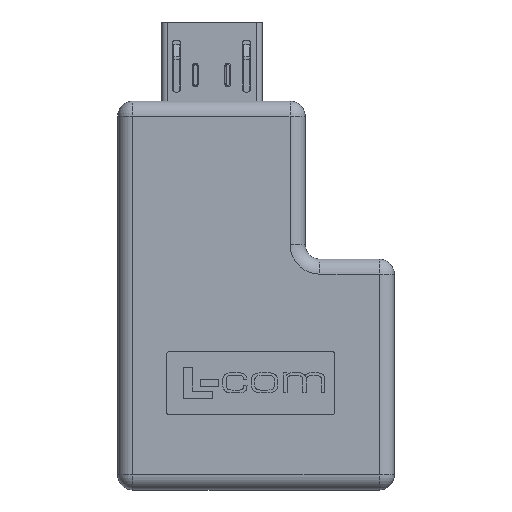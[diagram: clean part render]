
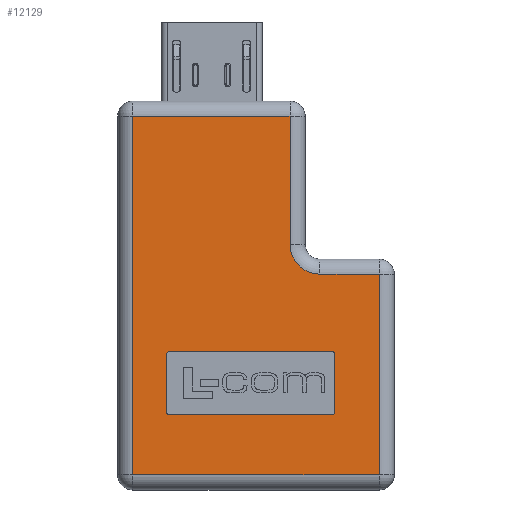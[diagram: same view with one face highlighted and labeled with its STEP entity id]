
A CAD part, top view. The second image highlights one B-rep face of the part: STEP entity #12129.
In plain terms, the highlighted planar face has unit normal (0, 0, 1).
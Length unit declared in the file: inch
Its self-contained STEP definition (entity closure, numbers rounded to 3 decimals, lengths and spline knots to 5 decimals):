
#7313 = ORIENTED_EDGE ( 'NONE', *, *, #23225, .F. ) ;
#7314 = ORIENTED_EDGE ( 'NONE', *, *, #23219, .T. ) ;
#7328 = ORIENTED_EDGE ( 'NONE', *, *, #23224, .F. ) ;
#7329 = ORIENTED_EDGE ( 'NONE', *, *, #23218, .T. ) ;
#7342 = ORIENTED_EDGE ( 'NONE', *, *, #23223, .F. ) ;
#7343 = ORIENTED_EDGE ( 'NONE', *, *, #23217, .T. ) ;
#7355 = ORIENTED_EDGE ( 'NONE', *, *, #23228, .F. ) ;
#7356 = ORIENTED_EDGE ( 'NONE', *, *, #23222, .F. ) ;
#7358 = ORIENTED_EDGE ( 'NONE', *, *, #23216, .T. ) ;
#7371 = ORIENTED_EDGE ( 'NONE', *, *, #23227, .F. ) ;
#7372 = ORIENTED_EDGE ( 'NONE', *, *, #23221, .T. ) ;
#7373 = ORIENTED_EDGE ( 'NONE', *, *, #23215, .T. ) ;
#7388 = ORIENTED_EDGE ( 'NONE', *, *, #23226, .T. ) ;
#7390 = ORIENTED_EDGE ( 'NONE', *, *, #23220, .T. ) ;
#7392 = ORIENTED_EDGE ( 'NONE', *, *, #23214, .T. ) ;
#12129 = ADVANCED_FACE ( 'NONE', ( #57236, #57259 ), #59229, .T. ) ;
#13426 = EDGE_LOOP ( 'NONE', ( #7355, #7371, #7388, #7313, #7328, #7342, #7356 ) ) ;
#13427 = EDGE_LOOP ( 'NONE', ( #7372, #7390, #7314, #7329, #7343, #7358, #7373, #7392 ) ) ;
#19422 = VERTEX_POINT ( 'NONE', #61995 ) ;
#19423 = VERTEX_POINT ( 'NONE', #61998 ) ;
#19424 = VERTEX_POINT ( 'NONE', #61996 ) ;
#19425 = VERTEX_POINT ( 'NONE', #61999 ) ;
#19426 = VERTEX_POINT ( 'NONE', #61997 ) ;
#19430 = VERTEX_POINT ( 'NONE', #62003 ) ;
#19432 = VERTEX_POINT ( 'NONE', #62005 ) ;
#19433 = VERTEX_POINT ( 'NONE', #62006 ) ;
#19434 = VERTEX_POINT ( 'NONE', #62007 ) ;
#19435 = VERTEX_POINT ( 'NONE', #62008 ) ;
#19436 = VERTEX_POINT ( 'NONE', #62009 ) ;
#19437 = VERTEX_POINT ( 'NONE', #62010 ) ;
#23214 = EDGE_CURVE ( 'NONE', #19437, #87522, #60963, .T. ) ;
#23215 = EDGE_CURVE ( 'NONE', #19436, #19437, #60957, .T. ) ;
#23216 = EDGE_CURVE ( 'NONE', #19435, #19436, #60970, .T. ) ;
#23217 = EDGE_CURVE ( 'NONE', #19434, #19435, #60972, .T. ) ;
#23218 = EDGE_CURVE ( 'NONE', #19433, #19434, #60975, .T. ) ;
#23219 = EDGE_CURVE ( 'NONE', #19432, #19433, #60977, .T. ) ;
#23220 = EDGE_CURVE ( 'NONE', #19430, #19432, #60982, .T. ) ;
#23221 = EDGE_CURVE ( 'NONE', #87522, #19430, #60984, .T. ) ;
#23222 = EDGE_CURVE ( 'NONE', #19424, #19425, #60988, .T. ) ;
#23223 = EDGE_CURVE ( 'NONE', #19425, #19422, #60966, .T. ) ;
#23224 = EDGE_CURVE ( 'NONE', #19422, #87494, #60990, .T. ) ;
#23225 = EDGE_CURVE ( 'NONE', #87494, #19426, #60995, .T. ) ;
#23226 = EDGE_CURVE ( 'NONE', #19423, #19426, #60997, .T. ) ;
#23227 = EDGE_CURVE ( 'NONE', #19423, #87508, #60999, .T. ) ;
#23228 = EDGE_CURVE ( 'NONE', #87508, #19424, #61004, .T. ) ;
#30348 = AXIS2_PLACEMENT_3D ( 'NONE', #59227, #59224, #59231 ) ;
#30991 = AXIS2_PLACEMENT_3D ( 'NONE', #63036, #63037, #63038 ) ;
#30993 = AXIS2_PLACEMENT_3D ( 'NONE', #63041, #63042, #63043 ) ;
#30995 = AXIS2_PLACEMENT_3D ( 'NONE', #63046, #63047, #63048 ) ;
#30997 = AXIS2_PLACEMENT_3D ( 'NONE', #63051, #63052, #63053 ) ;
#30999 = AXIS2_PLACEMENT_3D ( 'NONE', #63062, #63063, #63064 ) ;
#57236 = FACE_OUTER_BOUND ( 'NONE', #13426, .T. ) ;
#57259 = FACE_BOUND ( 'NONE', #13427, .T. ) ;
#59224 = DIRECTION ( 'NONE',  ( 0., 0., 1. ) ) ;
#59227 = CARTESIAN_POINT ( 'NONE',  ( 0., 0., 0.174 ) ) ;
#59229 = PLANE ( 'NONE',  #30348 ) ;
#59231 = DIRECTION ( 'NONE',  ( -1., 0., 0. ) ) ;
#60957 = CIRCLE ( 'NONE', #30991, 0.01 ) ;
#60963 = LINE ( 'NONE', #63031, #60968 ) ;
#60966 = LINE ( 'NONE', #63050, #60996 ) ;
#60968 = VECTOR ( 'NONE', #63033, 39.37008 ) ;
#60970 = LINE ( 'NONE', #63032, #60974 ) ;
#60972 = CIRCLE ( 'NONE', #30993, 0.01 ) ;
#60974 = VECTOR ( 'NONE', #63026, 39.37008 ) ;
#60975 = LINE ( 'NONE', #63034, #60980 ) ;
#60977 = CIRCLE ( 'NONE', #30995, 0.01 ) ;
#60980 = VECTOR ( 'NONE', #63035, 39.37008 ) ;
#60982 = LINE ( 'NONE', #63039, #60986 ) ;
#60984 = CIRCLE ( 'NONE', #30997, 0.01 ) ;
#60986 = VECTOR ( 'NONE', #63040, 39.37008 ) ;
#60988 = LINE ( 'NONE', #63044, #60993 ) ;
#60990 = LINE ( 'NONE', #63049, #60998 ) ;
#60993 = VECTOR ( 'NONE', #63045, 39.37008 ) ;
#60995 = LINE ( 'NONE', #63054, #61002 ) ;
#60996 = VECTOR ( 'NONE', #63055, 39.37008 ) ;
#60997 = CIRCLE ( 'NONE', #30999, 0.08 ) ;
#60998 = VECTOR ( 'NONE', #63056, 39.37008 ) ;
#60999 = LINE ( 'NONE', #63061, #61006 ) ;
#61002 = VECTOR ( 'NONE', #63057, 39.37008 ) ;
#61004 = LINE ( 'NONE', #63060, #61010 ) ;
#61006 = VECTOR ( 'NONE', #63058, 39.37008 ) ;
#61010 = VECTOR ( 'NONE', #63066, 39.37008 ) ;
#61995 = CARTESIAN_POINT ( 'NONE',  ( 0.04, 0.998, 0.174 ) ) ;
#61996 = CARTESIAN_POINT ( 'NONE',  ( 0.698, 0.04, 0.174 ) ) ;
#61997 = CARTESIAN_POINT ( 'NONE',  ( 0.46, 0.656, 0.174 ) ) ;
#61998 = CARTESIAN_POINT ( 'NONE',  ( 0.54, 0.576, 0.174 ) ) ;
#61999 = CARTESIAN_POINT ( 'NONE',  ( 0.04, 0.04, 0.174 ) ) ;
#62003 = CARTESIAN_POINT ( 'NONE',  ( 0.57, 0.2, 0.174 ) ) ;
#62005 = CARTESIAN_POINT ( 'NONE',  ( 0.14, 0.2, 0.174 ) ) ;
#62006 = CARTESIAN_POINT ( 'NONE',  ( 0.13, 0.21, 0.174 ) ) ;
#62007 = CARTESIAN_POINT ( 'NONE',  ( 0.13, 0.36, 0.174 ) ) ;
#62008 = CARTESIAN_POINT ( 'NONE',  ( 0.14, 0.37, 0.174 ) ) ;
#62009 = CARTESIAN_POINT ( 'NONE',  ( 0.57, 0.37, 0.174 ) ) ;
#62010 = CARTESIAN_POINT ( 'NONE',  ( 0.58, 0.36, 0.174 ) ) ;
#63026 = DIRECTION ( 'NONE',  ( 1., 0., 0. ) ) ;
#63031 = CARTESIAN_POINT ( 'NONE',  ( 0.58, 0.21, 0.174 ) ) ;
#63032 = CARTESIAN_POINT ( 'NONE',  ( 0.14, 0.37, 0.174 ) ) ;
#63033 = DIRECTION ( 'NONE',  ( 0., -1., 0. ) ) ;
#63034 = CARTESIAN_POINT ( 'NONE',  ( 0.13, 0.21, 0.174 ) ) ;
#63035 = DIRECTION ( 'NONE',  ( 0., 1., 0. ) ) ;
#63036 = CARTESIAN_POINT ( 'NONE',  ( 0.57, 0.36, 0.174 ) ) ;
#63037 = DIRECTION ( 'NONE',  ( 0., 0., -1. ) ) ;
#63038 = DIRECTION ( 'NONE',  ( -1., 0., 0. ) ) ;
#63039 = CARTESIAN_POINT ( 'NONE',  ( 0.14, 0.2, 0.174 ) ) ;
#63040 = DIRECTION ( 'NONE',  ( -1., 0., 0. ) ) ;
#63041 = CARTESIAN_POINT ( 'NONE',  ( 0.14, 0.36, 0.174 ) ) ;
#63042 = DIRECTION ( 'NONE',  ( 0., 0., -1. ) ) ;
#63043 = DIRECTION ( 'NONE',  ( -1., 0., 0. ) ) ;
#63044 = CARTESIAN_POINT ( 'NONE',  ( 0., 0.04, 0.174 ) ) ;
#63045 = DIRECTION ( 'NONE',  ( -1., 0., 0. ) ) ;
#63046 = CARTESIAN_POINT ( 'NONE',  ( 0.14, 0.21, 0.174 ) ) ;
#63047 = DIRECTION ( 'NONE',  ( 0., 0., -1. ) ) ;
#63048 = DIRECTION ( 'NONE',  ( -1., 0., 0. ) ) ;
#63049 = CARTESIAN_POINT ( 'NONE',  ( 0., 0.998, 0.174 ) ) ;
#63050 = CARTESIAN_POINT ( 'NONE',  ( 0.04, 0., 0.174 ) ) ;
#63051 = CARTESIAN_POINT ( 'NONE',  ( 0.57, 0.21, 0.174 ) ) ;
#63052 = DIRECTION ( 'NONE',  ( 0., 0., -1. ) ) ;
#63053 = DIRECTION ( 'NONE',  ( -1., 0., 0. ) ) ;
#63054 = CARTESIAN_POINT ( 'NONE',  ( 0.46, 0., 0.174 ) ) ;
#63055 = DIRECTION ( 'NONE',  ( 0., 1., 0. ) ) ;
#63056 = DIRECTION ( 'NONE',  ( 1., 0., 0. ) ) ;
#63057 = DIRECTION ( 'NONE',  ( 0., -1., 0. ) ) ;
#63058 = DIRECTION ( 'NONE',  ( 1., 0., 0. ) ) ;
#63060 = CARTESIAN_POINT ( 'NONE',  ( 0.698, 0., 0.174 ) ) ;
#63061 = CARTESIAN_POINT ( 'NONE',  ( 0., 0.576, 0.174 ) ) ;
#63062 = CARTESIAN_POINT ( 'NONE',  ( 0.54, 0.656, 0.174 ) ) ;
#63063 = DIRECTION ( 'NONE',  ( 0., 0., -1. ) ) ;
#63064 = DIRECTION ( 'NONE',  ( -1., 0., 0. ) ) ;
#63066 = DIRECTION ( 'NONE',  ( 0., -1., 0. ) ) ;
#87494 = VERTEX_POINT ( 'NONE', #88264 ) ;
#87508 = VERTEX_POINT ( 'NONE', #88289 ) ;
#87522 = VERTEX_POINT ( 'NONE', #88303 ) ;
#88264 = CARTESIAN_POINT ( 'NONE',  ( 0.46, 0.998, 0.174 ) ) ;
#88289 = CARTESIAN_POINT ( 'NONE',  ( 0.698, 0.576, 0.174 ) ) ;
#88303 = CARTESIAN_POINT ( 'NONE',  ( 0.58, 0.21, 0.174 ) ) ;
